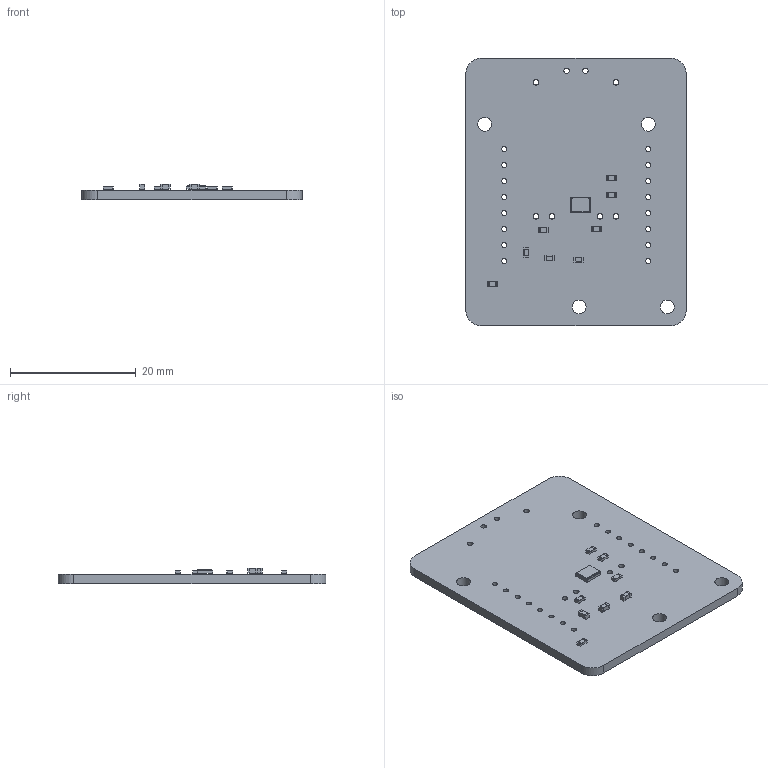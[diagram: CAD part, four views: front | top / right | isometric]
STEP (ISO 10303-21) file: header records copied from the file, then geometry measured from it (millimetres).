
FILE_DESCRIPTION(('KiCad electronic assembly'),'2;1');
FILE_NAME('bert_slime_tracker.step','2025-06-28T00:26:20',('Pcbnew'),( 'Kicad'),'Open CASCADE STEP processor 7.8','KiCad to STEP converter' ,'Unknown');
FILE_SCHEMA(('AUTOMOTIVE_DESIGN { 1 0 10303 214 1 1 1 1 }'));
Length unit declared in the file: millimetre
Products named in the file (5): bert_slime_tracker 1; R_0603_1608Metric; C_0603_1608Metric; Crystal_SMD_3225-4Pin_3.2x2.5mm; bert_slime_tracker_PCB
Assembly tree (10 placements, depth 2):
  bert_slime_tracker 1
    R_0603_1608Metric  x5
    C_0603_1608Metric  x3
    Crystal_SMD_3225-4Pin_3.2x2.5mm
    bert_slime_tracker_PCB
Bounding box: 35 x 42.5 x 2.4 mm (x, y, z)
Volume: 2205.8 mm3; surface area: 3336.9 mm2
Topology: 10 solids, 10 shells, 280 faces, 736 edges, 484 vertices
Faces by surface type: plane 160, cylinder 120
Full cylindrical faces by diameter (mm): 0.8 x16, 0.85 x2, 0.9 x6, 2.2 x4
Entity records: 4608 total; most frequent: DIRECTION 710, CARTESIAN_POINT 663, ORIENTED_EDGE 640, EDGE_CURVE 320, AXIS2_PLACEMENT_3D 259, VERTEX_POINT 212, LINE 192, VECTOR 192
